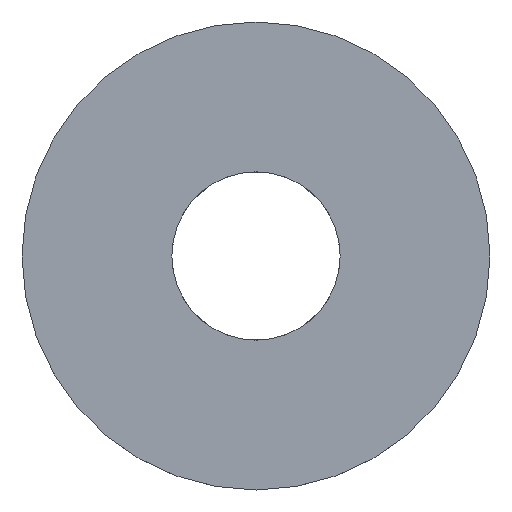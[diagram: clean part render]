
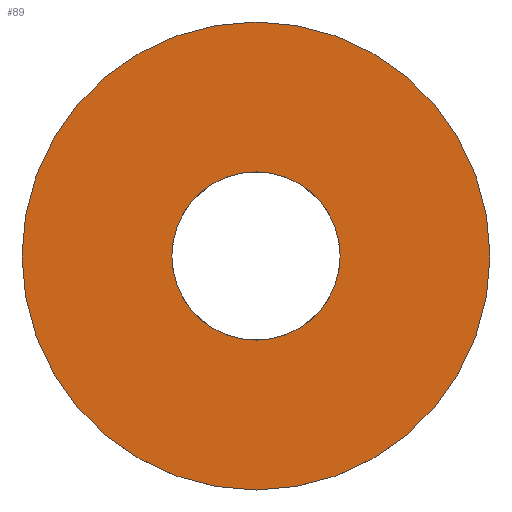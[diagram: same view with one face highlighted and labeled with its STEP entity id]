
A CAD part, top view. The second image highlights one B-rep face of the part: STEP entity #89.
In plain terms, the highlighted planar face has unit normal (0, 0, 1).
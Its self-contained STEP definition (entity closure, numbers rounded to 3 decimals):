
#26=FACE_BOUND('',#41,.T.);
#32=FACE_OUTER_BOUND('',#40,.T.);
#40=EDGE_LOOP('',(#79));
#41=EDGE_LOOP('',(#80));
#44=CIRCLE('',#114,10.989);
#45=CIRCLE('',#116,3.95);
#50=VERTEX_POINT('',#158);
#51=VERTEX_POINT('',#162);
#57=EDGE_CURVE('',#50,#50,#44,.T.);
#58=EDGE_CURVE('',#51,#51,#45,.T.);
#79=ORIENTED_EDGE('',*,*,#57,.T.);
#80=ORIENTED_EDGE('',*,*,#58,.T.);
#83=PLANE('',#121);
#89=ADVANCED_FACE('',(#32,#26),#83,.F.);
#114=AXIS2_PLACEMENT_3D('',#160,#133,#134);
#116=AXIS2_PLACEMENT_3D('',#163,#137,#138);
#121=AXIS2_PLACEMENT_3D('',#172,#149,#150);
#133=DIRECTION('center_axis',(0.,0.,
1.));
#134=DIRECTION('ref_axis',(1.,0.,0.));
#137=DIRECTION('center_axis',(0.,0.,
-1.));
#138=DIRECTION('ref_axis',(-1.,0.,0.));
#149=DIRECTION('center_axis',(0.,0.,
-1.));
#150=DIRECTION('ref_axis',(-1.,0.,0.));
#158=CARTESIAN_POINT('',(-10.989,0.,0.));
#160=CARTESIAN_POINT('Origin',(0.,0.,
0.));
#162=CARTESIAN_POINT('',(3.95,0.,0.));
#163=CARTESIAN_POINT('Origin',(0.,0.,
0.));
#172=CARTESIAN_POINT('Origin',(0.,0.,
0.));
